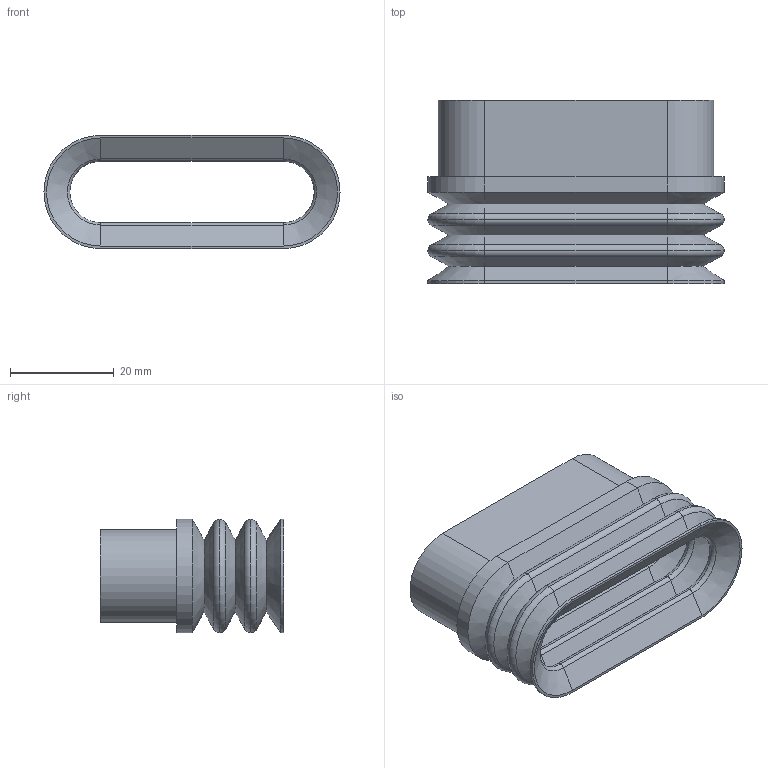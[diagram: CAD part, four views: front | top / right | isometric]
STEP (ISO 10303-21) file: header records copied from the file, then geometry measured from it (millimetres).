
FILE_DESCRIPTION(('STEP AP214'),'1');
FILE_NAME('COVAL_VSP2258SIT5.stp','2017-12-28T08:27:54',('TraceParts'),('TraceParts S.A.'),'Spatial InterOp 3D',' ',' ');
FILE_SCHEMA(('automotive_design'));
Length unit declared in the file: millimetre
Products named in the file (1): COVAL_VSP2258SIT5
Bounding box: 57 x 35.37 x 21.8 mm (x, y, z)
Volume: 11002.4 mm3; surface area: 12234.4 mm2
Topology: 1 solids, 1 shells, 165 faces, 365 edges, 210 vertices
Faces by surface type: plane 66, cylinder 34, torus 26, cone 22, bspline 17
Entity records: 7718 total; most frequent: CARTESIAN_POINT 2874, ORIENTED_EDGE 730, DIRECTION 702, EDGE_CURVE 365, AXIS2_PLACEMENT_3D 250, VERTEX_POINT 210, LINE 202, VECTOR 202
